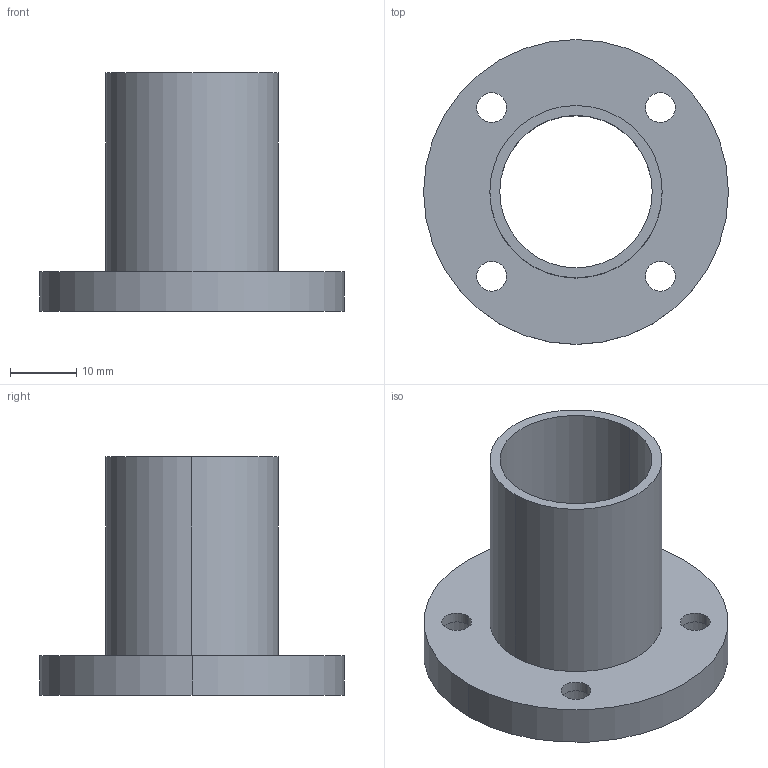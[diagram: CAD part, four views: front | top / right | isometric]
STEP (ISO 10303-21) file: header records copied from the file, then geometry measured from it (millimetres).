
FILE_DESCRIPTION (( 'STEP AP214' ), '1' );
FILE_NAME ('Rundflansch LMEF-16.step', '2020-03-04T13:13:01', ( '' ), ( '' ), 'SwSTEP 2.0', 'SolidWorks 2019', '' );
FILE_SCHEMA (( 'AUTOMOTIVE_DESIGN' ));
Length unit declared in the file: millimetre
Products named in the file (1): Rundflansch LMEF-16
Bounding box: 46 x 46 x 36 mm (x, y, z)
Volume: 9955.7 mm3; surface area: 8817.2 mm2
Topology: 1 solids, 1 shells, 29 faces, 66 edges, 44 vertices
Faces by surface type: cylinder 22, plane 7
Entity records: 898 total; most frequent: DIRECTION 170, CARTESIAN_POINT 140, ORIENTED_EDGE 132, AXIS2_PLACEMENT_3D 74, EDGE_CURVE 66, CIRCLE 44, EDGE_LOOP 44, VERTEX_POINT 44
